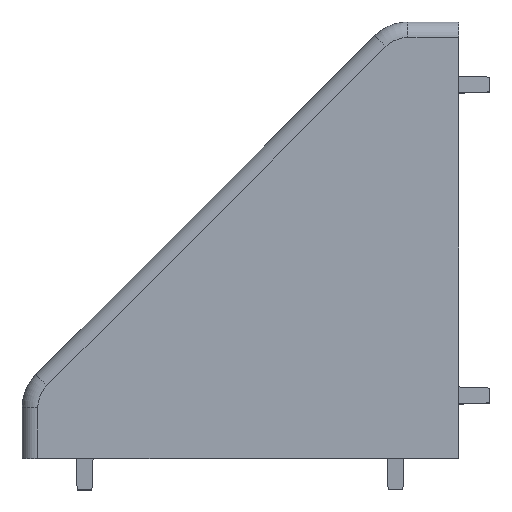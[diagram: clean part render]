
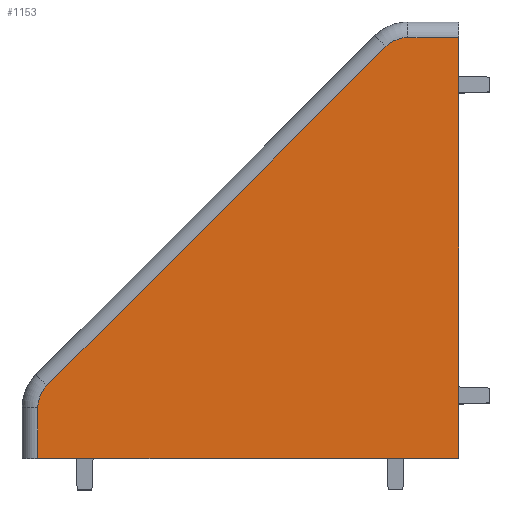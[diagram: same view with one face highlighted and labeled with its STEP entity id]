
A CAD part, top view. The second image highlights one B-rep face of the part: STEP entity #1153.
In plain terms, the highlighted planar face has unit normal (0, 0, 1).
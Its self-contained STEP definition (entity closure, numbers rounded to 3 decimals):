
#631=CARTESIAN_POINT('',(-27.0,0.0,10.0));
#632=VERTEX_POINT('',#631);
#633=CARTESIAN_POINT('',(0.0,0.0,10.0));
#634=VERTEX_POINT('',#633);
#635=CARTESIAN_POINT('',(-27.0,0.0,10.0));
#636=DIRECTION('',(1.0,0.0,0.0));
#637=VECTOR('',#636,27.0);
#638=LINE('',#635,#637);
#639=EDGE_CURVE('',#632,#634,#638,.T.);
#960=CARTESIAN_POINT('',(0.0,27.0,10.0));
#961=VERTEX_POINT('',#960);
#969=CARTESIAN_POINT('',(0.0,0.0,10.0));
#970=DIRECTION('',(0.0,1.0,0.0));
#971=VECTOR('',#970,27.0);
#972=LINE('',#969,#971);
#973=EDGE_CURVE('',#634,#961,#972,.T.);
#1104=CARTESIAN_POINT('',(0.0,0.0,10.0));
#1105=DIRECTION('',(0.0,0.0,1.0));
#1106=DIRECTION('',(1.0,0.0,0.0));
#1107=AXIS2_PLACEMENT_3D('',#1104,#1105,#1106);
#1108=PLANE('',#1107);
#1109=ORIENTED_EDGE('',*,*,#973,.T.);
#1110=CARTESIAN_POINT('',(-3.257,27.0,10.0));
#1111=VERTEX_POINT('',#1110);
#1112=CARTESIAN_POINT('',(0.0,27.0,10.0));
#1113=DIRECTION('',(-1.0,0.0,0.0));
#1114=VECTOR('',#1113,3.257);
#1115=LINE('',#1112,#1114);
#1116=EDGE_CURVE('',#961,#1111,#1115,.T.);
#1117=ORIENTED_EDGE('',*,*,#1116,.T.);
#1118=CARTESIAN_POINT('',(-4.672,26.414,10.0));
#1119=VERTEX_POINT('',#1118);
#1120=CARTESIAN_POINT('',(-3.257,25.0,10.0));
#1121=DIRECTION('',(0.0,0.0,1.0));
#1122=DIRECTION('',(1.0,0.0,0.0));
#1123=AXIS2_PLACEMENT_3D('',#1120,#1121,#1122);
#1124=CIRCLE('',#1123,2.0);
#1125=EDGE_CURVE('',#1111,#1119,#1124,.T.);
#1126=ORIENTED_EDGE('',*,*,#1125,.T.);
#1127=CARTESIAN_POINT('',(-26.414,4.672,10.0));
#1128=VERTEX_POINT('',#1127);
#1129=CARTESIAN_POINT('',(-4.672,26.414,10.0));
#1130=DIRECTION('',(-0.707,-0.707,0.0));
#1131=VECTOR('',#1130,30.749);
#1132=LINE('',#1129,#1131);
#1133=EDGE_CURVE('',#1119,#1128,#1132,.T.);
#1134=ORIENTED_EDGE('',*,*,#1133,.T.);
#1135=CARTESIAN_POINT('',(-27.0,3.257,10.0));
#1136=VERTEX_POINT('',#1135);
#1137=CARTESIAN_POINT('',(-25.0,3.257,10.0));
#1138=DIRECTION('',(0.0,0.0,1.0));
#1139=DIRECTION('',(1.0,0.0,0.0));
#1140=AXIS2_PLACEMENT_3D('',#1137,#1138,#1139);
#1141=CIRCLE('',#1140,2.);
#1142=EDGE_CURVE('',#1128,#1136,#1141,.T.);
#1143=ORIENTED_EDGE('',*,*,#1142,.T.);
#1144=CARTESIAN_POINT('',(-27.0,3.257,10.0));
#1145=DIRECTION('',(0.0,-1.0,0.0));
#1146=VECTOR('',#1145,3.257);
#1147=LINE('',#1144,#1146);
#1148=EDGE_CURVE('',#1136,#632,#1147,.T.);
#1149=ORIENTED_EDGE('',*,*,#1148,.T.);
#1150=ORIENTED_EDGE('',*,*,#639,.T.);
#1151=EDGE_LOOP('',(#1109,#1117,#1126,#1134,#1143,#1149,#1150));
#1152=FACE_OUTER_BOUND('',#1151,.T.);
#1153=ADVANCED_FACE('',(#1152),#1108,.T.);
